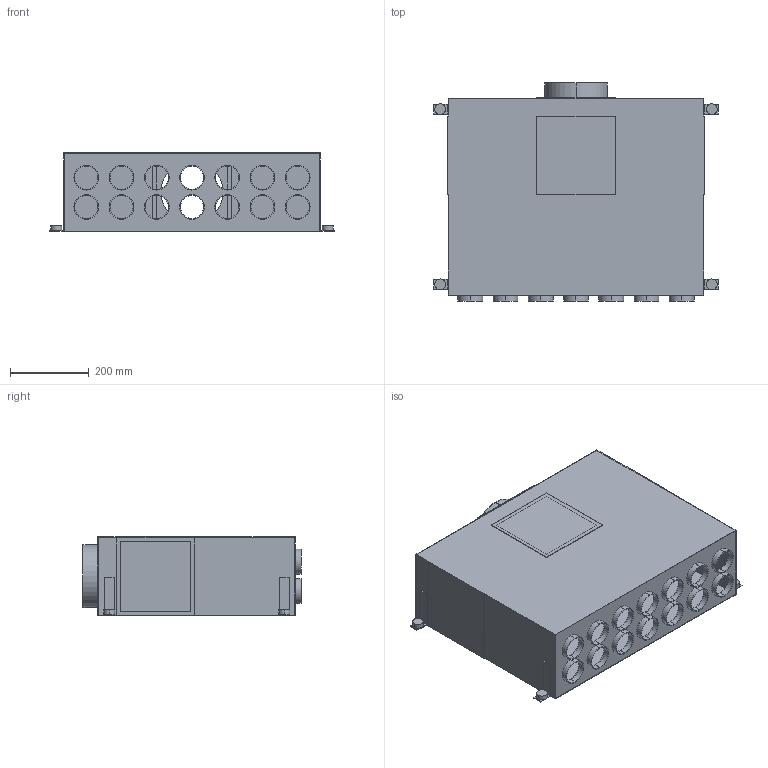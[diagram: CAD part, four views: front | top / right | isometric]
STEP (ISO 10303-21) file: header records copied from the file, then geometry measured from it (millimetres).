
FILE_DESCRIPTION(('Creo Elements/Direct Modeling STEP Export'),'2;1');
FILE_NAME('KALV-63-160-14.stp','2021-03-05T10:56:13',(''),(''),'PTC Creo Elements/Direct Modeling STEP processor for AP214 (Solid Model)','PTC Creo Elements/Direct Modeling 19.0C 15-Aug-2015 (C) Parametric Technology GmbH','');
FILE_SCHEMA(('AUTOMOTIVE_DESIGN { 1 0 10303 214 1 1 1 1 }'));
Length unit declared in the file: millimetre
Products named in the file (1): KALV-63-160-14
Bounding box: 723 x 554.2 x 201.5 mm (x, y, z)
Volume: 1321345.4 mm3; surface area: 2236832.3 mm2
Topology: 1 solids, 1 shells, 178 faces, 432 edges, 282 vertices
Faces by surface type: plane 110, cylinder 68
Entity records: 4942 total; most frequent: ORIENTED_EDGE 864, CARTESIAN_POINT 821, DIRECTION 798, EDGE_CURVE 432, VERTEX_POINT 282, VECTOR 280, LINE 280, AXIS2_PLACEMENT_3D 259
